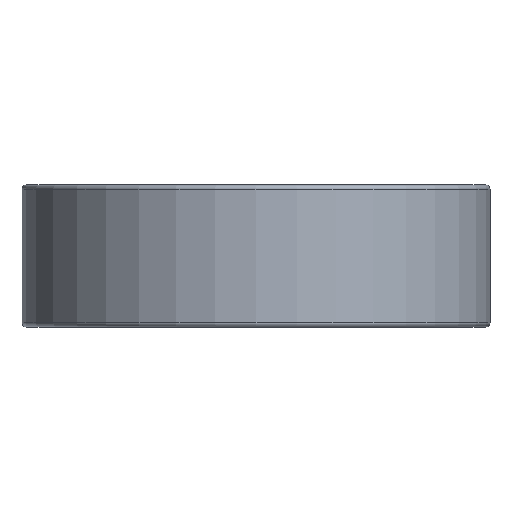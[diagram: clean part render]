
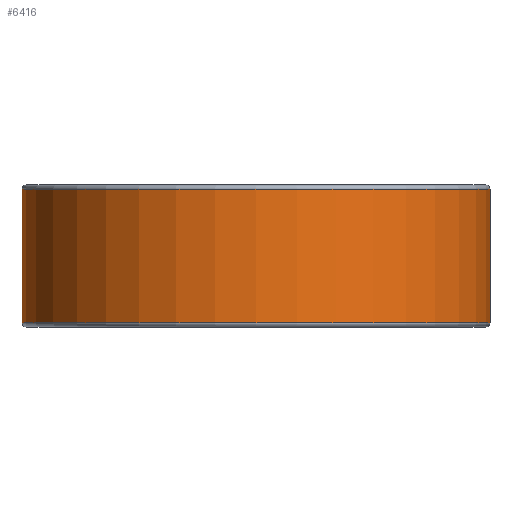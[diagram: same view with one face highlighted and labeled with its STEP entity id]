
A CAD part, front view. The second image highlights one B-rep face of the part: STEP entity #6416.
In plain terms, the highlighted cylindrical face has radius 280 mm (diameter 560 mm), a partial arc.
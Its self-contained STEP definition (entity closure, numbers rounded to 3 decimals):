
#232 = DIRECTION ( 'NONE',  ( 0., 0., -1. ) ) ;
#568 = AXIS2_PLACEMENT_3D ( 'NONE', #719, #6035, #9302 ) ;
#719 = CARTESIAN_POINT ( 'NONE',  ( 0., 0., 165. ) ) ;
#920 = EDGE_CURVE ( 'NONE', #5772, #1358, #4587, .T. ) ;
#1250 = ORIENTED_EDGE ( 'NONE', *, *, #7018, .T. ) ;
#1347 = CARTESIAN_POINT ( 'NONE',  ( 280., 0., 5. ) ) ;
#1358 = VERTEX_POINT ( 'NONE', #1347 ) ;
#1497 = DIRECTION ( 'NONE',  ( 0., 0., -1. ) ) ;
#1774 = EDGE_CURVE ( 'NONE', #4149, #1358, #7943, .T. ) ;
#2023 = DIRECTION ( 'NONE',  ( 1., 0., 0. ) ) ;
#2311 = DIRECTION ( 'NONE',  ( -1., 0., 0. ) ) ;
#2716 = ORIENTED_EDGE ( 'NONE', *, *, #920, .T. ) ;
#2835 = CARTESIAN_POINT ( 'NONE',  ( -280., 0., 5. ) ) ;
#3195 = EDGE_CURVE ( 'NONE', #4405, #5772, #8398, .T. ) ;
#3599 = DIRECTION ( 'NONE',  ( 0., 0., 1. ) ) ;
#3794 = VECTOR ( 'NONE', #232, 1000. ) ;
#4011 = VECTOR ( 'NONE', #8301, 1000. ) ;
#4149 = VERTEX_POINT ( 'NONE', #8091 ) ;
#4405 = VERTEX_POINT ( 'NONE', #5930 ) ;
#4587 = CIRCLE ( 'NONE', #6868, 280. ) ;
#4604 = ORIENTED_EDGE ( 'NONE', *, *, #3195, .T. ) ;
#4699 = AXIS2_PLACEMENT_3D ( 'NONE', #9236, #1497, #2311 ) ;
#5772 = VERTEX_POINT ( 'NONE', #2835 ) ;
#5930 = CARTESIAN_POINT ( 'NONE',  ( -280., 0., 165. ) ) ;
#5932 = CARTESIAN_POINT ( 'NONE',  ( 0., 0., 5. ) ) ;
#6035 = DIRECTION ( 'NONE',  ( 0., 0., -1. ) ) ;
#6312 = CARTESIAN_POINT ( 'NONE',  ( 280., 0., 170. ) ) ;
#6416 = ADVANCED_FACE ( 'NONE', ( #9130 ), #9285, .T. ) ;
#6868 = AXIS2_PLACEMENT_3D ( 'NONE', #5932, #3599, #2023 ) ;
#7018 = EDGE_CURVE ( 'NONE', #4149, #4405, #7528, .T. ) ;
#7528 = CIRCLE ( 'NONE', #568, 280. ) ;
#7943 = LINE ( 'NONE', #6312, #3794 ) ;
#8091 = CARTESIAN_POINT ( 'NONE',  ( 280., 0., 165. ) ) ;
#8301 = DIRECTION ( 'NONE',  ( 0., 0., -1. ) ) ;
#8398 = LINE ( 'NONE', #8447, #4011 ) ;
#8447 = CARTESIAN_POINT ( 'NONE',  ( -280., 0., 170. ) ) ;
#8626 = ORIENTED_EDGE ( 'NONE', *, *, #1774, .F. ) ;
#9130 = FACE_OUTER_BOUND ( 'NONE', #9686, .T. ) ;
#9236 = CARTESIAN_POINT ( 'NONE',  ( 0., 0., 170. ) ) ;
#9285 = CYLINDRICAL_SURFACE ( 'NONE', #4699, 280. ) ;
#9302 = DIRECTION ( 'NONE',  ( 1., 0., 0. ) ) ;
#9686 = EDGE_LOOP ( 'NONE', ( #8626, #1250, #4604, #2716 ) ) ;
